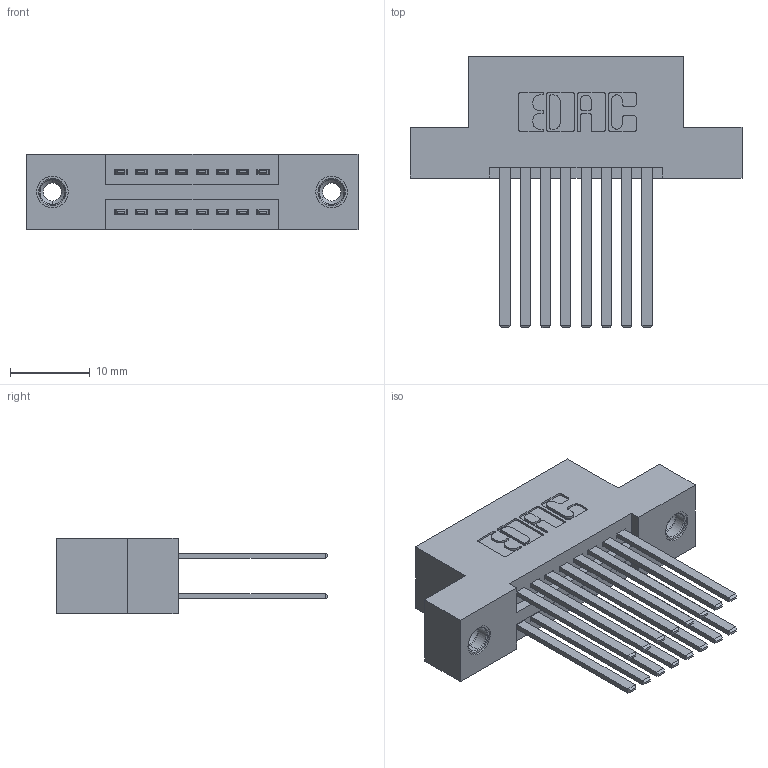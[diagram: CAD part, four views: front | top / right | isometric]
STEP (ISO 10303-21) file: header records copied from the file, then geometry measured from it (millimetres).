
FILE_DESCRIPTION (( 'STEP AP203' ), '1' );
FILE_NAME ('395-016-544-208.STEP', '2019-10-15T18:25:42', ( '' ), ( '' ), 'SwSTEP 2.0', 'SolidWorks 2016', '' );
FILE_SCHEMA (( 'CONFIG_CONTROL_DESIGN' ));
Length unit declared in the file: inch
Products named in the file (4): 345 Part_Flush Mounting Lugs - 0.156 Dia-TI; 345-292-001_345-293-144; 345-250-001_345-250-003-102; 395-016-544-208
Assembly tree (19 placements, depth 2):
  395-016-544-208
    345 Part_Flush Mounting Lugs - 0.156 Dia-TI
    345-292-001_345-293-144  x16
    345-250-001_345-250-003-102  x2
Bounding box: 41.53 x 33.96 x 9.4 mm (x, y, z)
Volume: 3936.3 mm3; surface area: 5830.9 mm2
Topology: 19 solids, 19 shells, 890 faces, 2573 edges, 1686 vertices
Faces by surface type: plane 576, cylinder 298, cone 12, torus 4
Entity records: 11856 total; most frequent: CARTESIAN_POINT 1999, ORIENTED_EDGE 1926, DIRECTION 1829, EDGE_CURVE 963, VECTOR 783, LINE 783, VERTEX_POINT 636, AXIS2_PLACEMENT_3D 523
